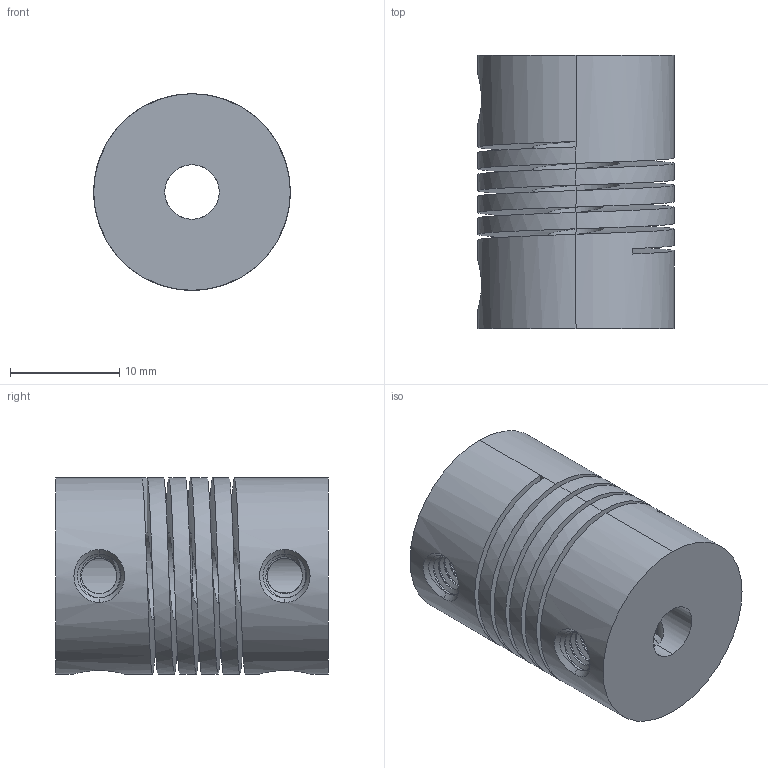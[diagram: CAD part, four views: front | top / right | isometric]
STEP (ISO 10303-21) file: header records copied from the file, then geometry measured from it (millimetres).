
FILE_DESCRIPTION (( 'STEP AP214' ), '1' );
FILE_NAME ('5X8_COUPLER.STEP', '2024-01-01T07:14:07', ( '' ), ( '' ), 'SwSTEP 2.0', 'SolidWorks 2023', '' );
FILE_SCHEMA (( 'AUTOMOTIVE_DESIGN' ));
Length unit declared in the file: millimetre
Products named in the file (1): 5X8_COUPLER
Bounding box: 18 x 25 x 18 mm (x, y, z)
Volume: 4676.5 mm3; surface area: 4668.8 mm2
Topology: 1 solids, 1 shells, 139 faces, 399 edges, 255 vertices
Faces by surface type: cylinder 89, bspline 43, plane 7
Entity records: 25300 total; most frequent: CARTESIAN_POINT 22436, ORIENTED_EDGE 798, EDGE_CURVE 399, DIRECTION 318, VERTEX_POINT 255, B_SPLINE_CURVE_WITH_KNOTS 201, EDGE_LOOP 144, FACE_OUTER_BOUND 139
